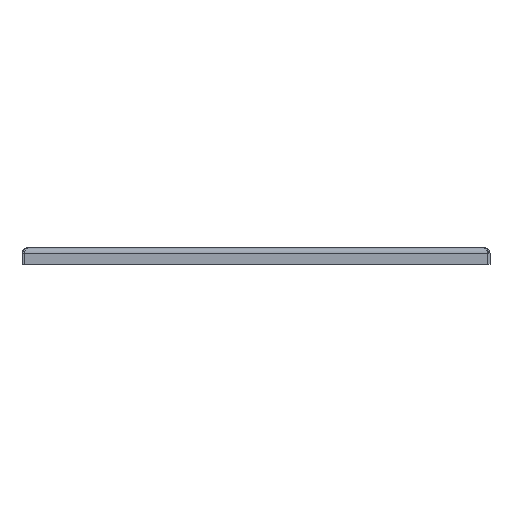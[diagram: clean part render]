
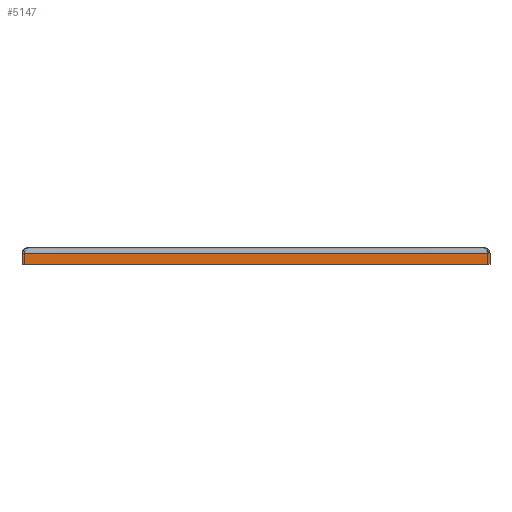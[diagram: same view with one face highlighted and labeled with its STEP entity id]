
A CAD part, front view. The second image highlights one B-rep face of the part: STEP entity #5147.
In plain terms, the highlighted planar face has unit normal (0, -1, 0).
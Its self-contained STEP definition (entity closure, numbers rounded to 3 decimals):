
#5120=AXIS2_PLACEMENT_3D('Plane Axis2P3D',#5117,#5118,#5119) ;
#4562=CARTESIAN_POINT('Vertex',(0.,0.,8.)) ;
#4565=CARTESIAN_POINT('Line Origine',(-170.037,0.,8.)) ;
#4569=CARTESIAN_POINT('Vertex',(340.,0.,8.)) ;
#5117=CARTESIAN_POINT('Axis2P3D Location',(170.,0.,12.)) ;
#5122=CARTESIAN_POINT('Line Origine',(170.,0.,0.)) ;
#5126=CARTESIAN_POINT('Vertex',(0.,0.,0.)) ;
#5128=CARTESIAN_POINT('Vertex',(340.,0.,0.)) ;
#5131=CARTESIAN_POINT('Line Origine',(340.,0.,4.)) ;
#5136=CARTESIAN_POINT('Line Origine',(0.,0.,4.)) ;
#4566=DIRECTION('Vector Direction',(1.,0.,0.)) ;
#5118=DIRECTION('Axis2P3D Direction',(0.,1.,0.)) ;
#5119=DIRECTION('Axis2P3D XDirection',(0.,0.,1.)) ;
#5123=DIRECTION('Vector Direction',(1.,0.,0.)) ;
#5132=DIRECTION('Vector Direction',(0.,0.,-1.)) ;
#5137=DIRECTION('Vector Direction',(0.,0.,-1.)) ;
#4567=VECTOR('Line Direction',#4566,1.) ;
#5124=VECTOR('Line Direction',#5123,1.) ;
#5133=VECTOR('Line Direction',#5132,1.) ;
#5138=VECTOR('Line Direction',#5137,1.) ;
#5142=ORIENTED_EDGE('',*,*,#5130,.T.) ;
#5143=ORIENTED_EDGE('',*,*,#5135,.F.) ;
#5144=ORIENTED_EDGE('',*,*,#4571,.F.) ;
#5145=ORIENTED_EDGE('',*,*,#5140,.T.) ;
#5147=ADVANCED_FACE('MOPL',(#5146),#5121,.F.) ;
#4571=EDGE_CURVE('',#4563,#4570,#4568,.T.) ;
#5130=EDGE_CURVE('',#5127,#5129,#5125,.T.) ;
#5135=EDGE_CURVE('',#4570,#5129,#5134,.T.) ;
#5140=EDGE_CURVE('',#4563,#5127,#5139,.T.) ;
#5141=EDGE_LOOP('',(#5142,#5143,#5144,#5145)) ;
#5146=FACE_OUTER_BOUND('',#5141,.T.) ;
#4568=LINE('Line',#4565,#4567) ;
#5125=LINE('Line',#5122,#5124) ;
#5134=LINE('Line',#5131,#5133) ;
#5139=LINE('Line',#5136,#5138) ;
#5121=PLANE('',#5120) ;
#4563=VERTEX_POINT('',#4562) ;
#4570=VERTEX_POINT('',#4569) ;
#5127=VERTEX_POINT('',#5126) ;
#5129=VERTEX_POINT('',#5128) ;
